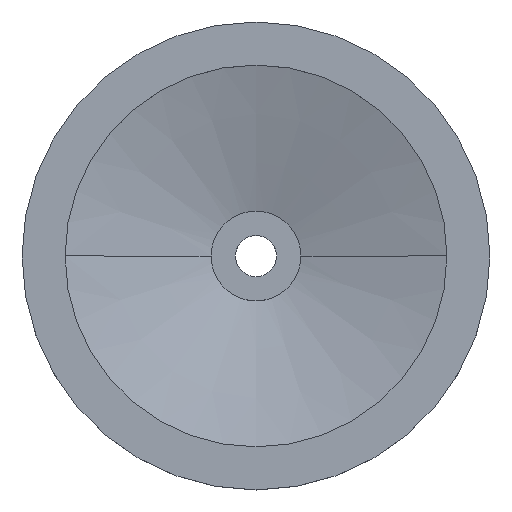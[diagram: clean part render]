
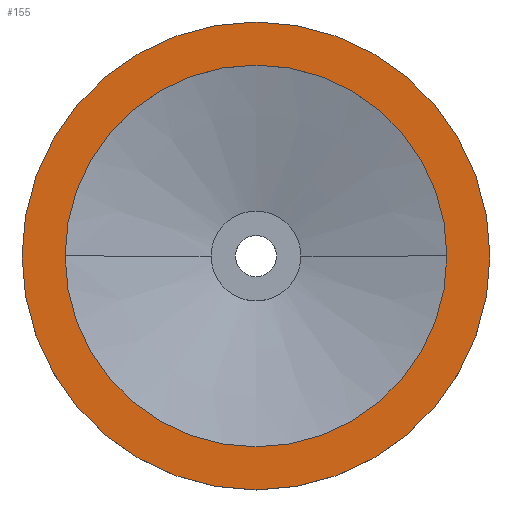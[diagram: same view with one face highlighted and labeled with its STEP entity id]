
A CAD part, top view. The second image highlights one B-rep face of the part: STEP entity #155.
In plain terms, the highlighted planar face has unit normal (0, 0, 1).
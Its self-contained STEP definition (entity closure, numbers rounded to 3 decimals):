
#141=VERTEX_POINT('',#329);
#143=VERTEX_POINT('',#331);
#147=EDGE_CURVE('',#267,#237,#336,.T.);
#149=EDGE_CURVE('',#141,#143,#338,.T.);
#155=ADVANCED_FACE('',(#344,#345),#346,.T.);
#169=EDGE_CURVE('',#143,#141,#364,.T.);
#237=VERTEX_POINT('',#443);
#253=EDGE_CURVE('',#237,#267,#461,.T.);
#267=VERTEX_POINT('',#476);
#329=CARTESIAN_POINT('',(-102.0,0.,51.0));
#331=CARTESIAN_POINT('',(102.0,0.,51.0));
#336=CIRCLE('',#548,125.0);
#338=CIRCLE('',#551,102.0);
#344=FACE_OUTER_BOUND('',#557,.T.);
#345=FACE_BOUND('',#558,.T.);
#346=PLANE('',#559);
#364=CIRCLE('',#582,102.0);
#443=CARTESIAN_POINT('',(-125.0,0.,51.0));
#461=CIRCLE('',#709,125.0);
#476=CARTESIAN_POINT('',(125.0,0.,51.0));
#548=AXIS2_PLACEMENT_3D('',#786,#787,#788);
#551=AXIS2_PLACEMENT_3D('',#789,#790,#791);
#557=EDGE_LOOP('',(#793,#794));
#558=EDGE_LOOP('',(#795,#796));
#559=AXIS2_PLACEMENT_3D('',#797,#798,#799);
#582=AXIS2_PLACEMENT_3D('',#831,#832,#833);
#709=AXIS2_PLACEMENT_3D('',#968,#969,#970);
#786=CARTESIAN_POINT('',(0.,0.,51.0));
#787=DIRECTION('',(-0.0,0.0,-1.0));
#788=DIRECTION('',(-1.0,0.,0.0));
#789=CARTESIAN_POINT('',(0.,0.,51.0));
#790=DIRECTION('',(-0.0,0.0,-1.0));
#791=DIRECTION('',(-1.0,0.,0.0));
#793=ORIENTED_EDGE('',*,*,#253,.F.);
#794=ORIENTED_EDGE('',*,*,#147,.F.);
#795=ORIENTED_EDGE('',*,*,#149,.T.);
#796=ORIENTED_EDGE('',*,*,#169,.T.);
#797=CARTESIAN_POINT('',(-113.5,0.,51.0));
#798=DIRECTION('',(0.0,0.0,1.0));
#799=DIRECTION('',(-1.0,0.,0.0));
#831=CARTESIAN_POINT('',(0.,0.,51.0));
#832=DIRECTION('',(-0.0,0.0,-1.0));
#833=DIRECTION('',(-1.0,0.,0.0));
#968=CARTESIAN_POINT('',(0.,0.,51.0));
#969=DIRECTION('',(-0.0,0.0,-1.0));
#970=DIRECTION('',(-1.0,0.,0.0));
